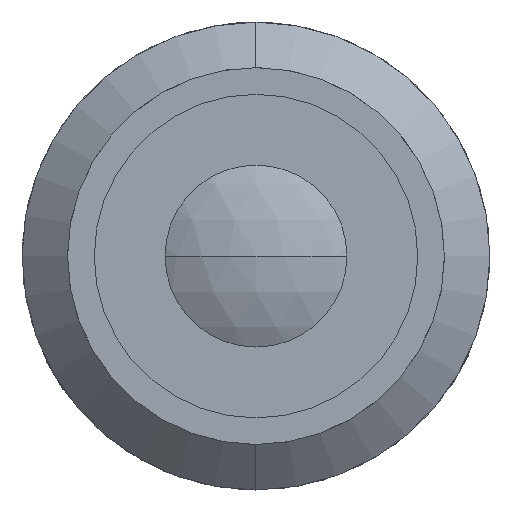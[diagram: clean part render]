
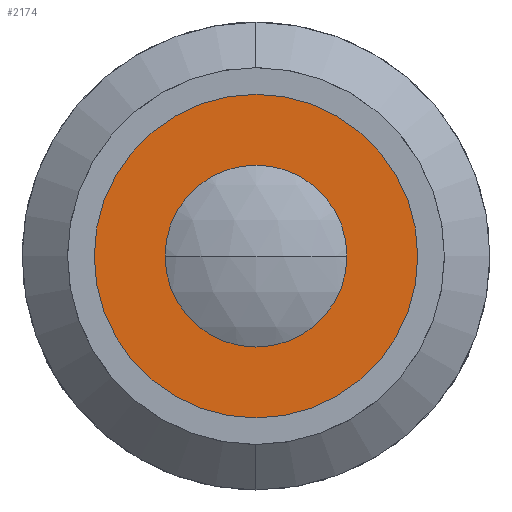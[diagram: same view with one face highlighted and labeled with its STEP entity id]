
A CAD part, left-side view. The second image highlights one B-rep face of the part: STEP entity #2174.
In plain terms, the highlighted planar face has unit normal (-1, 0, 0).
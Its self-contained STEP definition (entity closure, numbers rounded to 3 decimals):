
#26 = CARTESIAN_POINT ( 'NONE',  ( 3.8, 0., 0. ) ) ;
#148 = FACE_BOUND ( 'NONE', #3261, .T. ) ;
#314 = DIRECTION ( 'NONE',  ( -1., 0., 0. ) ) ;
#571 = EDGE_CURVE ( 'NONE', #1134, #1394, #3409, .T. ) ;
#576 = CARTESIAN_POINT ( 'NONE',  ( 3.8, 0., 0. ) ) ;
#651 = VERTEX_POINT ( 'NONE', #2248 ) ;
#939 = CARTESIAN_POINT ( 'NONE',  ( 3.8, 0., -13.5 ) ) ;
#997 = CIRCLE ( 'NONE', #2378, 13.5 ) ;
#1020 = ORIENTED_EDGE ( 'NONE', *, *, #571, .F. ) ;
#1134 = VERTEX_POINT ( 'NONE', #2264 ) ;
#1157 = PLANE ( 'NONE',  #2080 ) ;
#1272 = ORIENTED_EDGE ( 'NONE', *, *, #4238, .T. ) ;
#1324 = DIRECTION ( 'NONE',  ( -1., 0., 0. ) ) ;
#1394 = VERTEX_POINT ( 'NONE', #1811 ) ;
#1452 = AXIS2_PLACEMENT_3D ( 'NONE', #4190, #1324, #2105 ) ;
#1625 = EDGE_CURVE ( 'NONE', #1394, #1134, #4305, .T. ) ;
#1745 = DIRECTION ( 'NONE',  ( 0., 0., 1. ) ) ;
#1750 = ORIENTED_EDGE ( 'NONE', *, *, #2761, .T. ) ;
#1811 = CARTESIAN_POINT ( 'NONE',  ( 3.8, 0., 7. ) ) ;
#2018 = AXIS2_PLACEMENT_3D ( 'NONE', #26, #314, #1745 ) ;
#2080 = AXIS2_PLACEMENT_3D ( 'NONE', #4319, #2524, #3598 ) ;
#2105 = DIRECTION ( 'NONE',  ( 0., 0., 1. ) ) ;
#2166 = DIRECTION ( 'NONE',  ( 0., 0., 1. ) ) ;
#2174 = ADVANCED_FACE ( 'NONE', ( #148, #4246 ), #1157, .F. ) ;
#2211 = DIRECTION ( 'NONE',  ( -1., 0., 0. ) ) ;
#2248 = CARTESIAN_POINT ( 'NONE',  ( 3.8, 0., 13.5 ) ) ;
#2264 = CARTESIAN_POINT ( 'NONE',  ( 3.8, 0., -7. ) ) ;
#2378 = AXIS2_PLACEMENT_3D ( 'NONE', #576, #4420, #3728 ) ;
#2524 = DIRECTION ( 'NONE',  ( 1., 0., 0. ) ) ;
#2761 = EDGE_CURVE ( 'NONE', #651, #4047, #997, .T. ) ;
#3261 = EDGE_LOOP ( 'NONE', ( #3675, #1020 ) ) ;
#3400 = AXIS2_PLACEMENT_3D ( 'NONE', #3951, #2211, #2166 ) ;
#3409 = CIRCLE ( 'NONE', #2018, 7. ) ;
#3598 = DIRECTION ( 'NONE',  ( 0., 0., -1. ) ) ;
#3675 = ORIENTED_EDGE ( 'NONE', *, *, #1625, .F. ) ;
#3690 = CIRCLE ( 'NONE', #3400, 13.5 ) ;
#3728 = DIRECTION ( 'NONE',  ( 0., 0., 1. ) ) ;
#3951 = CARTESIAN_POINT ( 'NONE',  ( 3.8, 0., 0. ) ) ;
#4047 = VERTEX_POINT ( 'NONE', #939 ) ;
#4190 = CARTESIAN_POINT ( 'NONE',  ( 3.8, 0., 0. ) ) ;
#4238 = EDGE_CURVE ( 'NONE', #4047, #651, #3690, .T. ) ;
#4246 = FACE_OUTER_BOUND ( 'NONE', #4477, .T. ) ;
#4305 = CIRCLE ( 'NONE', #1452, 7. ) ;
#4319 = CARTESIAN_POINT ( 'NONE',  ( 3.8, 13.5, 0. ) ) ;
#4420 = DIRECTION ( 'NONE',  ( -1., 0., 0. ) ) ;
#4477 = EDGE_LOOP ( 'NONE', ( #1750, #1272 ) ) ;
